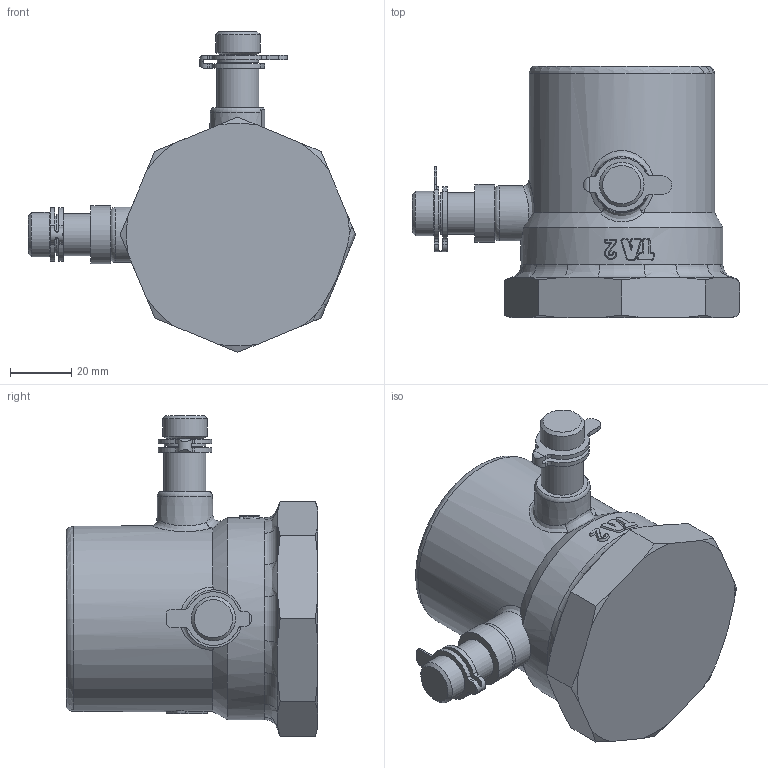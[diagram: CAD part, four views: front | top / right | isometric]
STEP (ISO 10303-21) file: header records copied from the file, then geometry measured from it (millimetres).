
FILE_DESCRIPTION( ( '3D-model' ), '1' );
FILE_NAME( '52176150.stp', '2011-12-06', ( 'Christofer Sundqvist' ), ( 'TA Hydronics AB' ), 'PSStep 11.0', ' ', ' ' );
FILE_SCHEMA( ( 'AUTOMOTIVE_DESIGN { 1 0 10303 214 1 1 1 1 }' ) );
Length unit declared in the file: millimetre
Products named in the file (1): 1
Bounding box: 106.79 x 82 x 104.73 mm (x, y, z)
Volume: 279066.2 mm3; surface area: 29056.2 mm2
Topology: 1 solids, 1 shells, 164 faces, 430 edges, 281 vertices
Faces by surface type: cylinder 55, plane 45, bspline 30, cone 23, torus 11
Full cylindrical faces by diameter (mm): 8 x1, 12 x2, 13.5 x2, 13.7 x2, 14.5 x2, 18 x1, 18.9 x1, 60.6 x1, 66 x1
Entity records: 12755 total; most frequent: CARTESIAN_POINT 9104, ORIENTED_EDGE 788, DIRECTION 685, EDGE_CURVE 394, AXIS2_PLACEMENT_3D 287, VERTEX_POINT 266, EDGE_LOOP 200, FACE_OUTER_BOUND 179
